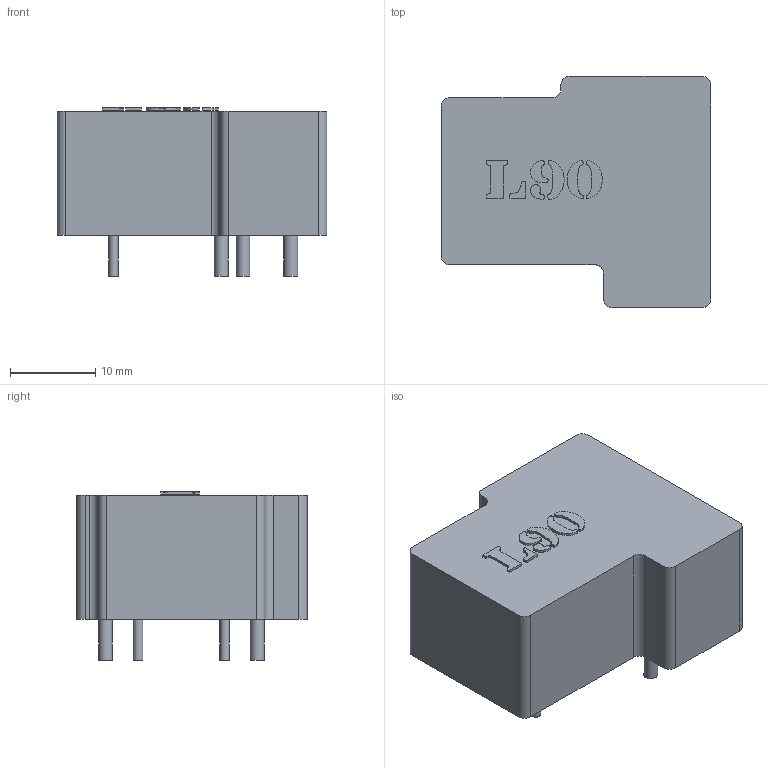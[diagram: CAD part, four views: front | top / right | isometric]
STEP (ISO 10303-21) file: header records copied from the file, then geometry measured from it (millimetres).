
FILE_DESCRIPTION(('FreeCAD Model'),'2;1');
FILE_NAME('Open CASCADE Shape Model','2021-12-21T15:17:05',('Author'),( ''),'Open CASCADE STEP processor 7.5','FreeCAD','Unknown');
FILE_SCHEMA(('AUTOMOTIVE_DESIGN { 1 0 10303 214 1 1 1 1 }'));
Length unit declared in the file: millimetre
Products named in the file (1): L90relay
Bounding box: 31.66 x 27.1 x 19.8 mm (x, y, z)
Volume: 10658.4 mm3; surface area: 3304.4 mm2
Topology: 8 solids, 8 shells, 144 faces, 369 edges, 246 vertices
Faces by surface type: extrusion 90, plane 41, cylinder 13
Full cylindrical faces by diameter (mm): 1.12 x2, 1.62 x3
Entity records: 5385 total; most frequent: CARTESIAN_POINT 1300, ORIENTED_EDGE 738, DIRECTION 415, EDGE_CURVE 369, B_SPLINE_CURVE_WITH_KNOTS 270, VECTOR 253, VERTEX_POINT 246, LINE 163
